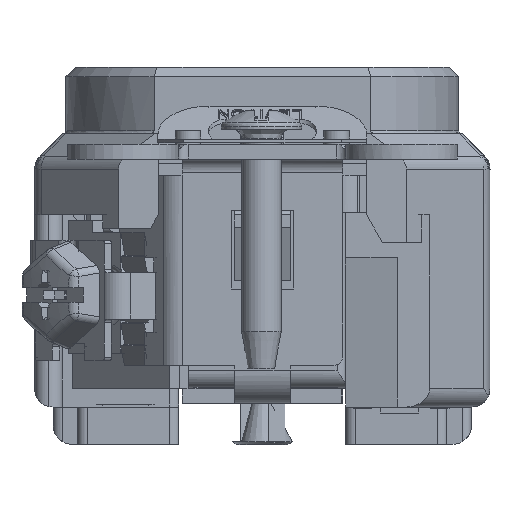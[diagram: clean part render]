
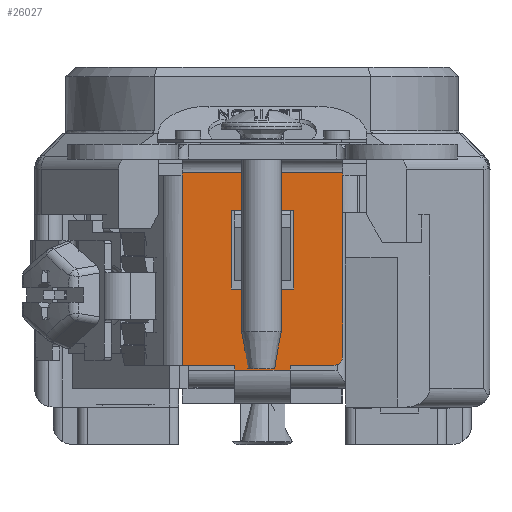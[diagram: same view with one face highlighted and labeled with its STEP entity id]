
A CAD part, front view. The second image highlights one B-rep face of the part: STEP entity #26027.
In plain terms, the highlighted planar face has unit normal (0, -1, 0).
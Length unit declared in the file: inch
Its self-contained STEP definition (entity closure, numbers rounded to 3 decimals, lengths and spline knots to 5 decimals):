
#2718 = VERTEX_POINT ( 'NONE', #88524 ) ;
#3496 = VERTEX_POINT ( 'NONE', #33988 ) ;
#7910 = FACE_BOUND ( 'NONE', #178215, .T. ) ;
#8201 = DIRECTION ( 'NONE',  ( 1., 0., 0. ) ) ;
#10554 = DIRECTION ( 'NONE',  ( 1., 0., 0. ) ) ;
#10867 = CARTESIAN_POINT ( 'NONE',  ( 0.27, -1.38808, -0.674 ) ) ;
#11418 = ORIENTED_EDGE ( 'NONE', *, *, #141528, .T. ) ;
#12399 = CARTESIAN_POINT ( 'NONE',  ( 0.239, -1.38808, -0.959 ) ) ;
#16379 = EDGE_CURVE ( 'NONE', #76810, #155052, #182584, .T. ) ;
#21175 = VECTOR ( 'NONE', #120806, 39.37008 ) ;
#22685 = EDGE_CURVE ( 'NONE', #190858, #177940, #107155, .T. ) ;
#24189 = LINE ( 'NONE', #142988, #52963 ) ;
#25073 = CARTESIAN_POINT ( 'NONE',  ( -0.0935, -1.38808, -1.0335 ) ) ;
#25624 = VECTOR ( 'NONE', #117144, 39.37008 ) ;
#25842 = EDGE_CURVE ( 'NONE', #3496, #55512, #180467, .T. ) ;
#26027 = ADVANCED_FACE ( 'NONE', ( #169601, #7910 ), #96489, .T. ) ;
#33988 = CARTESIAN_POINT ( 'NONE',  ( 0.239, -1.38808, -0.99 ) ) ;
#37256 = DIRECTION ( 'NONE',  ( 1., 0., 0. ) ) ;
#38201 = EDGE_LOOP ( 'NONE', ( #157134, #136100, #154111, #190556, #61926, #163034, #47097, #74130, #63479, #123980, #138556, #132571 ) ) ;
#38735 = CARTESIAN_POINT ( 'NONE',  ( 0., -1.38808, -0.733 ) ) ;
#38944 = VECTOR ( 'NONE', #8201, 39.37008 ) ;
#41425 = CARTESIAN_POINT ( 'NONE',  ( -0.0935, -1.38808, -1.006 ) ) ;
#43834 = DIRECTION ( 'NONE',  ( 1., 0., 0. ) ) ;
#44758 = DIRECTION ( 'NONE',  ( 0., 0., 1. ) ) ;
#45650 = DIRECTION ( 'NONE',  ( 0., 0., -1. ) ) ;
#46872 = CARTESIAN_POINT ( 'NONE',  ( -0.27, -1.38808, -0.674 ) ) ;
#47097 = ORIENTED_EDGE ( 'NONE', *, *, #22685, .T. ) ;
#47423 = CARTESIAN_POINT ( 'NONE',  ( 0.0935, -1.38808, -1.006 ) ) ;
#48572 = EDGE_CURVE ( 'NONE', #125432, #170987, #158534, .T. ) ;
#50583 = EDGE_CURVE ( 'NONE', #190858, #155052, #81231, .T. ) ;
#51543 = VECTOR ( 'NONE', #121255, 39.37008 ) ;
#52963 = VECTOR ( 'NONE', #10554, 39.37008 ) ;
#55512 = VERTEX_POINT ( 'NONE', #141298 ) ;
#56231 = VECTOR ( 'NONE', #116582, 39.37008 ) ;
#58162 = EDGE_CURVE ( 'NONE', #177289, #155688, #71783, .T. ) ;
#61926 = ORIENTED_EDGE ( 'NONE', *, *, #16379, .T. ) ;
#63479 = ORIENTED_EDGE ( 'NONE', *, *, #149801, .T. ) ;
#66625 = DIRECTION ( 'NONE',  ( 0., 0., 1. ) ) ;
#67931 = VERTEX_POINT ( 'NONE', #191791 ) ;
#68383 = LINE ( 'NONE', #113143, #103833 ) ;
#69280 = LINE ( 'NONE', #10867, #119665 ) ;
#70264 = DIRECTION ( 'NONE',  ( 0., 0., 1. ) ) ;
#71135 = LINE ( 'NONE', #84767, #172754 ) ;
#71736 = DIRECTION ( 'NONE',  ( 0., 0., -1. ) ) ;
#71783 = LINE ( 'NONE', #38735, #56231 ) ;
#72337 = LINE ( 'NONE', #191197, #25624 ) ;
#74130 = ORIENTED_EDGE ( 'NONE', *, *, #133334, .T. ) ;
#76810 = VERTEX_POINT ( 'NONE', #159683 ) ;
#78327 = CARTESIAN_POINT ( 'NONE',  ( -0.105, -1.38808, -0.674 ) ) ;
#80962 = DIRECTION ( 'NONE',  ( 1., 0., 0. ) ) ;
#81231 = LINE ( 'NONE', #166999, #38944 ) ;
#84767 = CARTESIAN_POINT ( 'NONE',  ( 0., -1.38808, -0.468 ) ) ;
#88524 = CARTESIAN_POINT ( 'NONE',  ( 0.27, -1.38808, -0.475 ) ) ;
#93609 = DIRECTION ( 'NONE',  ( 0., -1., 0. ) ) ;
#95542 = CARTESIAN_POINT ( 'NONE',  ( -0.27, -1.38808, -1.006 ) ) ;
#96489 = PLANE ( 'NONE',  #127788 ) ;
#100934 = DIRECTION ( 'NONE',  ( 0., -1., 0. ) ) ;
#101948 = DIRECTION ( 'NONE',  ( 0., 0., 1. ) ) ;
#103833 = VECTOR ( 'NONE', #37256, 39.37008 ) ;
#107155 = LINE ( 'NONE', #46872, #21175 ) ;
#109510 = CARTESIAN_POINT ( 'NONE',  ( 0.27, -1.38808, -0.674 ) ) ;
#112078 = AXIS2_PLACEMENT_3D ( 'NONE', #12399, #100934, #71736 ) ;
#112621 = CARTESIAN_POINT ( 'NONE',  ( -0.27, -1.38808, -0.342 ) ) ;
#112988 = CARTESIAN_POINT ( 'NONE',  ( -0.0935, -1.38808, -0.99 ) ) ;
#113143 = CARTESIAN_POINT ( 'NONE',  ( 0., -1.38808, -1.006 ) ) ;
#115725 = VECTOR ( 'NONE', #43834, 39.37008 ) ;
#115829 = EDGE_CURVE ( 'NONE', #146002, #118989, #192235, .T. ) ;
#116582 = DIRECTION ( 'NONE',  ( -1., 0., 0. ) ) ;
#117144 = DIRECTION ( 'NONE',  ( 0., 0., -1. ) ) ;
#118989 = VERTEX_POINT ( 'NONE', #47423 ) ;
#119567 = CARTESIAN_POINT ( 'NONE',  ( 0.105, -1.38808, -0.674 ) ) ;
#119665 = VECTOR ( 'NONE', #70264, 39.37008 ) ;
#119885 = ORIENTED_EDGE ( 'NONE', *, *, #162064, .T. ) ;
#120806 = DIRECTION ( 'NONE',  ( 0., 0., -1. ) ) ;
#121255 = DIRECTION ( 'NONE',  ( 0., 0., 1. ) ) ;
#123980 = ORIENTED_EDGE ( 'NONE', *, *, #48572, .F. ) ;
#125432 = VERTEX_POINT ( 'NONE', #41425 ) ;
#126171 = EDGE_CURVE ( 'NONE', #155688, #67931, #157165, .T. ) ;
#126960 = CARTESIAN_POINT ( 'NONE',  ( 0.27, -1.38808, -0.342 ) ) ;
#127788 = AXIS2_PLACEMENT_3D ( 'NONE', #95542, #93609, #80962 ) ;
#128596 = DIRECTION ( 'NONE',  ( 1., 0., 0. ) ) ;
#129460 = LINE ( 'NONE', #159705, #138067 ) ;
#129876 = DIRECTION ( 'NONE',  ( 0., 0., -1. ) ) ;
#132571 = ORIENTED_EDGE ( 'NONE', *, *, #115829, .F. ) ;
#133334 = EDGE_CURVE ( 'NONE', #177940, #171668, #72337, .T. ) ;
#135126 = LINE ( 'NONE', #119567, #148967 ) ;
#136100 = ORIENTED_EDGE ( 'NONE', *, *, #25842, .T. ) ;
#138067 = VECTOR ( 'NONE', #44758, 39.37008 ) ;
#138556 = ORIENTED_EDGE ( 'NONE', *, *, #152188, .T. ) ;
#141298 = CARTESIAN_POINT ( 'NONE',  ( 0.27, -1.38808, -0.959 ) ) ;
#141528 = EDGE_CURVE ( 'NONE', #162170, #177289, #135126, .T. ) ;
#142988 = CARTESIAN_POINT ( 'NONE',  ( 0., -1.38808, -0.99 ) ) ;
#144514 = CARTESIAN_POINT ( 'NONE',  ( 0.0935, -1.38808, -1.054 ) ) ;
#146002 = VERTEX_POINT ( 'NONE', #180236 ) ;
#147818 = CARTESIAN_POINT ( 'NONE',  ( -0.105, -1.38808, -0.733 ) ) ;
#148967 = VECTOR ( 'NONE', #45650, 39.37008 ) ;
#149801 = EDGE_CURVE ( 'NONE', #171668, #170987, #24189, .T. ) ;
#152188 = EDGE_CURVE ( 'NONE', #125432, #118989, #68383, .T. ) ;
#154111 = ORIENTED_EDGE ( 'NONE', *, *, #160498, .T. ) ;
#154869 = VECTOR ( 'NONE', #66625, 39.37008 ) ;
#155052 = VERTEX_POINT ( 'NONE', #126960 ) ;
#155688 = VERTEX_POINT ( 'NONE', #147818 ) ;
#157134 = ORIENTED_EDGE ( 'NONE', *, *, #173259, .T. ) ;
#157165 = LINE ( 'NONE', #78327, #154869 ) ;
#158534 = LINE ( 'NONE', #25073, #190805 ) ;
#159282 = ORIENTED_EDGE ( 'NONE', *, *, #58162, .T. ) ;
#159683 = CARTESIAN_POINT ( 'NONE',  ( 0.27, -1.38808, -0.35 ) ) ;
#159705 = CARTESIAN_POINT ( 'NONE',  ( 0.27, -1.38808, -0.674 ) ) ;
#160498 = EDGE_CURVE ( 'NONE', #55512, #2718, #129460, .T. ) ;
#160766 = CARTESIAN_POINT ( 'NONE',  ( -0.27, -1.38808, -0.99 ) ) ;
#162064 = EDGE_CURVE ( 'NONE', #67931, #162170, #71135, .T. ) ;
#162170 = VERTEX_POINT ( 'NONE', #164384 ) ;
#163034 = ORIENTED_EDGE ( 'NONE', *, *, #50583, .F. ) ;
#164384 = CARTESIAN_POINT ( 'NONE',  ( 0.105, -1.38808, -0.468 ) ) ;
#165645 = VECTOR ( 'NONE', #129876, 39.37008 ) ;
#166999 = CARTESIAN_POINT ( 'NONE',  ( 0., -1.38808, -0.342 ) ) ;
#169601 = FACE_OUTER_BOUND ( 'NONE', #38201, .T. ) ;
#170987 = VERTEX_POINT ( 'NONE', #112988 ) ;
#171668 = VERTEX_POINT ( 'NONE', #160766 ) ;
#172754 = VECTOR ( 'NONE', #128596, 39.37008 ) ;
#173259 = EDGE_CURVE ( 'NONE', #146002, #3496, #174319, .T. ) ;
#174319 = LINE ( 'NONE', #190842, #115725 ) ;
#177289 = VERTEX_POINT ( 'NONE', #182915 ) ;
#177940 = VERTEX_POINT ( 'NONE', #187033 ) ;
#178215 = EDGE_LOOP ( 'NONE', ( #159282, #178312, #119885, #11418 ) ) ;
#178312 = ORIENTED_EDGE ( 'NONE', *, *, #126171, .T. ) ;
#180236 = CARTESIAN_POINT ( 'NONE',  ( 0.0935, -1.38808, -0.99 ) ) ;
#180467 = CIRCLE ( 'NONE', #112078, 0.031 ) ;
#182546 = EDGE_CURVE ( 'NONE', #2718, #76810, #69280, .T. ) ;
#182584 = LINE ( 'NONE', #109510, #51543 ) ;
#182915 = CARTESIAN_POINT ( 'NONE',  ( 0.105, -1.38808, -0.733 ) ) ;
#187033 = CARTESIAN_POINT ( 'NONE',  ( -0.27, -1.38808, -0.35 ) ) ;
#190556 = ORIENTED_EDGE ( 'NONE', *, *, #182546, .T. ) ;
#190805 = VECTOR ( 'NONE', #101948, 39.37008 ) ;
#190842 = CARTESIAN_POINT ( 'NONE',  ( 0., -1.38808, -0.99 ) ) ;
#190858 = VERTEX_POINT ( 'NONE', #112621 ) ;
#191197 = CARTESIAN_POINT ( 'NONE',  ( -0.27, -1.38808, -0.674 ) ) ;
#191791 = CARTESIAN_POINT ( 'NONE',  ( -0.105, -1.38808, -0.468 ) ) ;
#192235 = LINE ( 'NONE', #144514, #165645 ) ;
